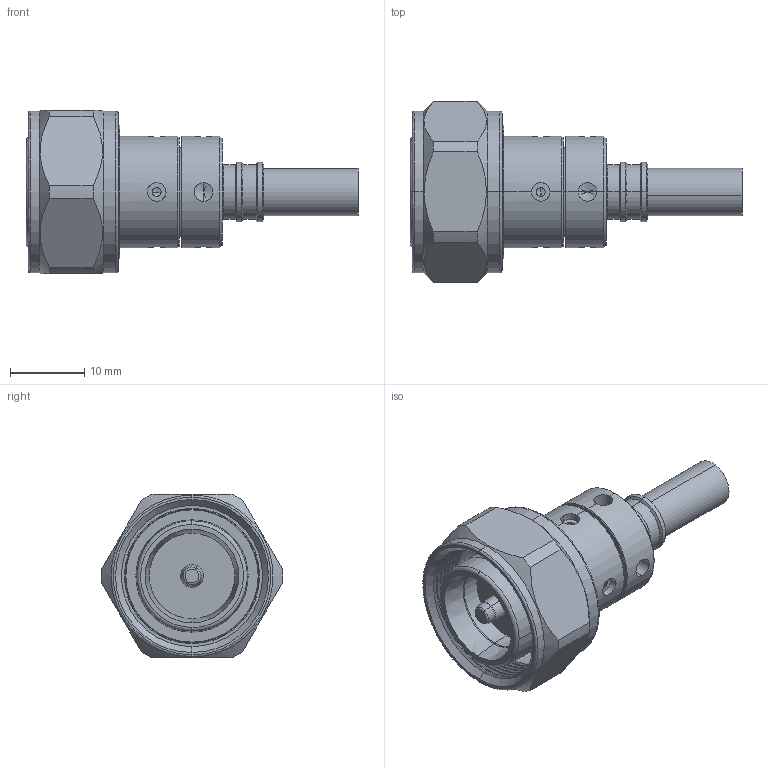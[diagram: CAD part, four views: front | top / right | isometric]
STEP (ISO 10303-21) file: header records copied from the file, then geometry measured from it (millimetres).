
FILE_DESCRIPTION (( 'STEP AP214' ), '1' );
FILE_NAME ('3190-8092(EZ-195&200-4310M-X)_SD.STEP', '2020-12-14T06:47:14', ( '' ), ( '' ), 'SwSTEP 2.0', 'SolidWorks 2018', '' );
FILE_SCHEMA (( 'AUTOMOTIVE_DESIGN' ));
Length unit declared in the file: millimetre
Products named in the file (5): 3192-6053_SD; SD^3192-6053; 3192-6073_SD; SD^3192-6073; 3190-8092(EZ-195&200-4310M-X)_SD
Assembly tree (4 placements, depth 3):
  3190-8092(EZ-195&200-4310M-X)_SD
    3192-6073_SD
      SD^3192-6073
    3192-6053_SD
      SD^3192-6053
Bounding box: 44.7 x 24.49 x 22 mm (x, y, z)
Volume: 6248.7 mm3; surface area: 5039 mm2
Topology: 3 solids, 3 shells, 224 faces, 502 edges, 292 vertices
Faces by surface type: cylinder 90, cone 80, plane 32, bspline 20, torus 2
Entity records: 7057 total; most frequent: CARTESIAN_POINT 1979, DIRECTION 1122, ORIENTED_EDGE 972, EDGE_CURVE 486, AXIS2_PLACEMENT_3D 471, VERTEX_POINT 292, CIRCLE 258, EDGE_LOOP 250
